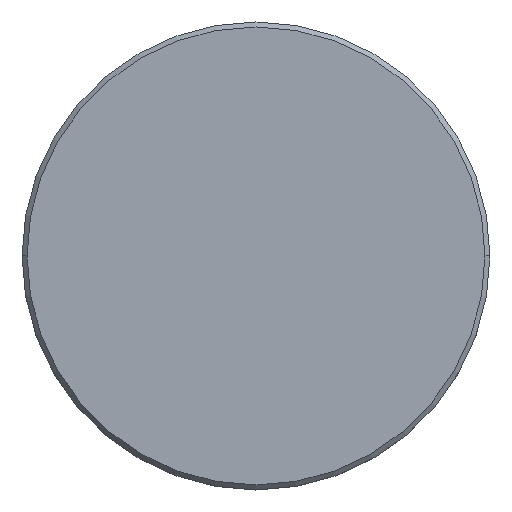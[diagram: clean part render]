
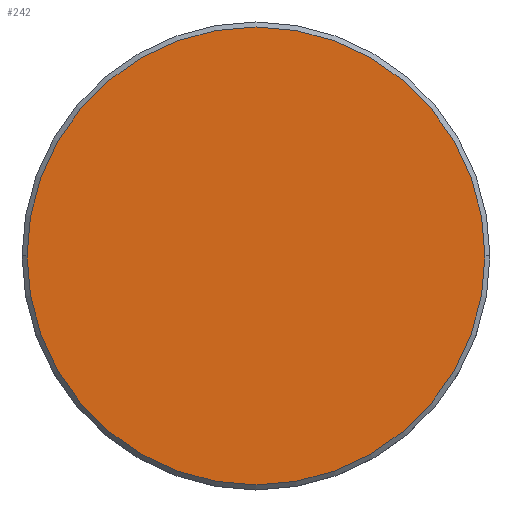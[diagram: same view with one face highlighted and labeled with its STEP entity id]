
A CAD part, top view. The second image highlights one B-rep face of the part: STEP entity #242.
In plain terms, the highlighted planar face has unit normal (0, 0, 1).
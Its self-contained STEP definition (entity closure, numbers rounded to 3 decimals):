
#12 = CARTESIAN_POINT ( 'NONE',  ( 0., 0., 0. ) ) ;
#106 = DIRECTION ( 'NONE',  ( 1., 0., 0. ) ) ;
#227 = DIRECTION ( 'NONE',  ( 1., 0., 0. ) ) ;
#232 = FACE_OUTER_BOUND ( 'NONE', #609, .T. ) ;
#242 = ADVANCED_FACE ( 'NONE', ( #232 ), #574, .T. ) ;
#266 = EDGE_CURVE ( 'NONE', #1063, #1143, #332, .T. ) ;
#309 = DIRECTION ( 'NONE',  ( 1., 0., 0. ) ) ;
#332 = CIRCLE ( 'NONE', #1012, 23. ) ;
#411 = DIRECTION ( 'NONE',  ( 0., 0., 1. ) ) ;
#446 = CARTESIAN_POINT ( 'NONE',  ( -23., 0., 0. ) ) ;
#465 = CIRCLE ( 'NONE', #881, 23. ) ;
#497 = ORIENTED_EDGE ( 'NONE', *, *, #266, .T. ) ;
#569 = CARTESIAN_POINT ( 'NONE',  ( 23., 0., 0. ) ) ;
#574 = PLANE ( 'NONE',  #917 ) ;
#609 = EDGE_LOOP ( 'NONE', ( #944, #497 ) ) ;
#772 = CARTESIAN_POINT ( 'NONE',  ( 0., 0., 0. ) ) ;
#872 = CARTESIAN_POINT ( 'NONE',  ( 0., 0., 0. ) ) ;
#873 = EDGE_CURVE ( 'NONE', #1143, #1063, #465, .T. ) ;
#881 = AXIS2_PLACEMENT_3D ( 'NONE', #772, #1127, #106 ) ;
#917 = AXIS2_PLACEMENT_3D ( 'NONE', #12, #973, #227 ) ;
#944 = ORIENTED_EDGE ( 'NONE', *, *, #873, .T. ) ;
#973 = DIRECTION ( 'NONE',  ( 0., 0., 1. ) ) ;
#1012 = AXIS2_PLACEMENT_3D ( 'NONE', #872, #411, #309 ) ;
#1063 = VERTEX_POINT ( 'NONE', #569 ) ;
#1127 = DIRECTION ( 'NONE',  ( 0., 0., 1. ) ) ;
#1143 = VERTEX_POINT ( 'NONE', #446 ) ;
